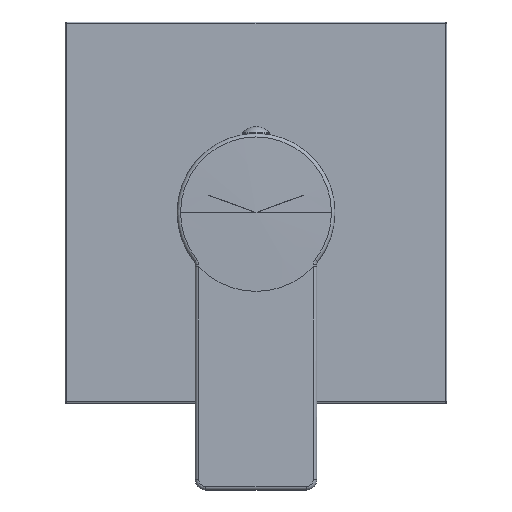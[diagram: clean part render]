
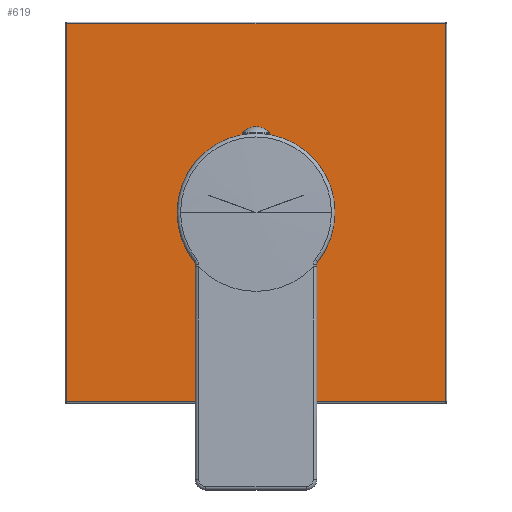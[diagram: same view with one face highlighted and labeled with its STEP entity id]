
A CAD part, top view. The second image highlights one B-rep face of the part: STEP entity #619.
In plain terms, the highlighted planar face has unit normal (0, 0, 1).
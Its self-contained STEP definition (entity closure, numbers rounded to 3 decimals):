
#48=DIRECTION('',(0.,-1.,0.));
#49=VECTOR('',#48,109.);
#50=CARTESIAN_POINT('',(-54.5,54.5,46.5));
#51=LINE('',#50,#49);
#52=DIRECTION('',(-1.,0.,0.));
#53=VECTOR('',#52,109.);
#54=CARTESIAN_POINT('',(54.5,54.5,46.5));
#55=LINE('',#54,#53);
#56=DIRECTION('',(0.,1.,0.));
#57=VECTOR('',#56,109.);
#58=CARTESIAN_POINT('',(54.5,-54.5,46.5));
#59=LINE('',#58,#57);
#60=DIRECTION('',(1.,0.,0.));
#61=VECTOR('',#60,109.);
#62=CARTESIAN_POINT('',(-54.5,-54.5,46.5));
#63=LINE('',#62,#61);
#181=CARTESIAN_POINT('',(0.,0.,46.5));
#182=DIRECTION('',(0.,0.,1.));
#183=DIRECTION('',(-1.,0.,0.));
#184=AXIS2_PLACEMENT_3D('',#181,#182,#183);
#191=CARTESIAN_POINT('',(0.,0.,46.5));
#192=DIRECTION('',(0.,0.,1.));
#193=DIRECTION('',(1.,0.,0.));
#194=AXIS2_PLACEMENT_3D('',#191,#192,#193);
#485=CARTESIAN_POINT('',(-54.5,54.5,46.5));
#486=CARTESIAN_POINT('',(-54.5,-54.5,46.5));
#487=VERTEX_POINT('',#485);
#488=VERTEX_POINT('',#486);
#493=CARTESIAN_POINT('',(54.5,-54.5,46.5));
#494=VERTEX_POINT('',#493);
#499=CARTESIAN_POINT('',(54.5,54.5,46.5));
#500=VERTEX_POINT('',#499);
#505=CARTESIAN_POINT('',(-22.4,0.,46.5));
#506=CARTESIAN_POINT('',(22.4,0.,46.5));
#507=VERTEX_POINT('',#505);
#508=VERTEX_POINT('',#506);
#599=CARTESIAN_POINT('',(0.,0.,46.5));
#600=DIRECTION('',(0.,0.,1.));
#601=DIRECTION('',(-1.,0.,0.));
#602=AXIS2_PLACEMENT_3D('',#599,#600,#601);
#603=PLANE('',#602);
#605=ORIENTED_EDGE('',*,*,#604,.F.);
#606=ORIENTED_EDGE('',*,*,#583,.F.);
#608=ORIENTED_EDGE('',*,*,#607,.F.);
#610=ORIENTED_EDGE('',*,*,#609,.F.);
#611=EDGE_LOOP('',(#605,#606,#608,#610));
#612=FACE_OUTER_BOUND('',#611,.F.);
#614=ORIENTED_EDGE('',*,*,#613,.T.);
#616=ORIENTED_EDGE('',*,*,#615,.T.);
#617=EDGE_LOOP('',(#614,#616));
#618=FACE_BOUND('',#617,.F.);
#619=ADVANCED_FACE('',(#612,#618),#603,.T.);
#185=CIRCLE('',#184,22.4);
#195=CIRCLE('',#194,22.4);
#583=EDGE_CURVE('',#500,#487,#55,.T.);
#604=EDGE_CURVE('',#487,#488,#51,.T.);
#607=EDGE_CURVE('',#494,#500,#59,.T.);
#609=EDGE_CURVE('',#488,#494,#63,.T.);
#613=EDGE_CURVE('',#507,#508,#185,.T.);
#615=EDGE_CURVE('',#508,#507,#195,.T.);
